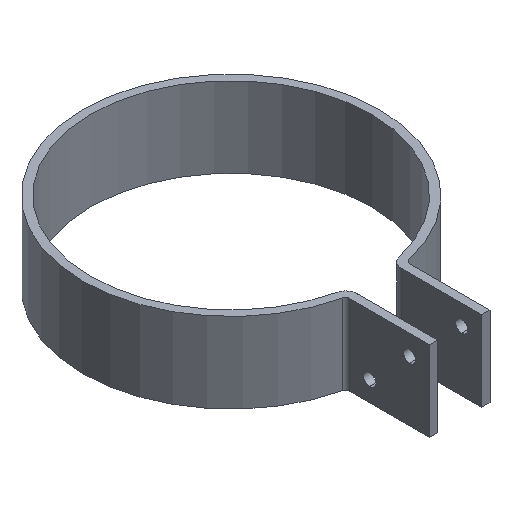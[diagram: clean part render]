
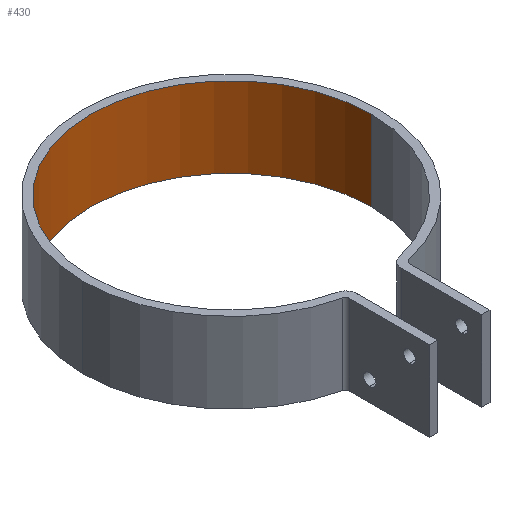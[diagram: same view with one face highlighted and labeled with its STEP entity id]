
A CAD part, isometric view. The second image highlights one B-rep face of the part: STEP entity #430.
In plain terms, the highlighted cylindrical face has radius 35 mm (diameter 70 mm), a partial arc.
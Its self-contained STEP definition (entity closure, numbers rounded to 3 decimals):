
#18 = CIRCLE ( 'NONE', #82, 35. ) ;
#30 = LINE ( 'NONE', #342, #122 ) ;
#36 = DIRECTION ( 'NONE',  ( 1., 0., 0. ) ) ;
#64 = VERTEX_POINT ( 'NONE', #659 ) ;
#77 = EDGE_CURVE ( 'NONE', #503, #64, #420, .T. ) ;
#82 = AXIS2_PLACEMENT_3D ( 'NONE', #101, #591, #182 ) ;
#98 = VERTEX_POINT ( 'NONE', #186 ) ;
#101 = CARTESIAN_POINT ( 'NONE',  ( 0., 0., 0. ) ) ;
#122 = VECTOR ( 'NONE', #835, 1000. ) ;
#126 = DIRECTION ( 'NONE',  ( 0., 0., -1. ) ) ;
#136 = EDGE_CURVE ( 'NONE', #98, #800, #18, .T. ) ;
#162 = ORIENTED_EDGE ( 'NONE', *, *, #136, .T. ) ;
#182 = DIRECTION ( 'NONE',  ( 1., 0., 0. ) ) ;
#186 = CARTESIAN_POINT ( 'NONE',  ( -35., 0., 0. ) ) ;
#280 = ORIENTED_EDGE ( 'NONE', *, *, #302, .T. ) ;
#283 = CARTESIAN_POINT ( 'NONE',  ( 35., 0., 0. ) ) ;
#285 = CYLINDRICAL_SURFACE ( 'NONE', #839, 35. ) ;
#302 = EDGE_CURVE ( 'NONE', #503, #98, #30, .T. ) ;
#342 = CARTESIAN_POINT ( 'NONE',  ( -35., 0., 20. ) ) ;
#362 = ORIENTED_EDGE ( 'NONE', *, *, #77, .F. ) ;
#383 = DIRECTION ( 'NONE',  ( 0., 0., -1. ) ) ;
#420 = CIRCLE ( 'NONE', #584, 35. ) ;
#430 = ADVANCED_FACE ( 'NONE', ( #433 ), #285, .F. ) ;
#433 = FACE_OUTER_BOUND ( 'NONE', #899, .T. ) ;
#487 = LINE ( 'NONE', #742, #630 ) ;
#503 = VERTEX_POINT ( 'NONE', #605 ) ;
#570 = EDGE_CURVE ( 'NONE', #64, #800, #487, .T. ) ;
#584 = AXIS2_PLACEMENT_3D ( 'NONE', #799, #383, #36 ) ;
#591 = DIRECTION ( 'NONE',  ( 0., 0., -1. ) ) ;
#605 = CARTESIAN_POINT ( 'NONE',  ( -35., 0., 20. ) ) ;
#615 = DIRECTION ( 'NONE',  ( -1., 0., 0. ) ) ;
#630 = VECTOR ( 'NONE', #746, 1000. ) ;
#659 = CARTESIAN_POINT ( 'NONE',  ( 35., 0., 20. ) ) ;
#742 = CARTESIAN_POINT ( 'NONE',  ( 35., 0., 20. ) ) ;
#746 = DIRECTION ( 'NONE',  ( 0., 0., -1. ) ) ;
#799 = CARTESIAN_POINT ( 'NONE',  ( 0., 0., 20. ) ) ;
#800 = VERTEX_POINT ( 'NONE', #283 ) ;
#835 = DIRECTION ( 'NONE',  ( 0., 0., -1. ) ) ;
#838 = ORIENTED_EDGE ( 'NONE', *, *, #570, .F. ) ;
#839 = AXIS2_PLACEMENT_3D ( 'NONE', #903, #126, #615 ) ;
#899 = EDGE_LOOP ( 'NONE', ( #838, #362, #280, #162 ) ) ;
#903 = CARTESIAN_POINT ( 'NONE',  ( 0., 0., 20. ) ) ;
